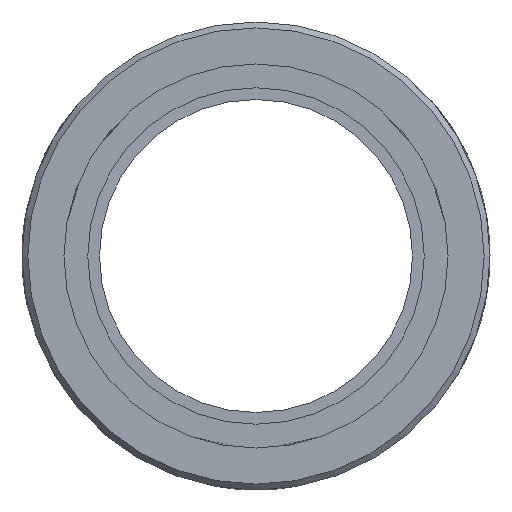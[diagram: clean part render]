
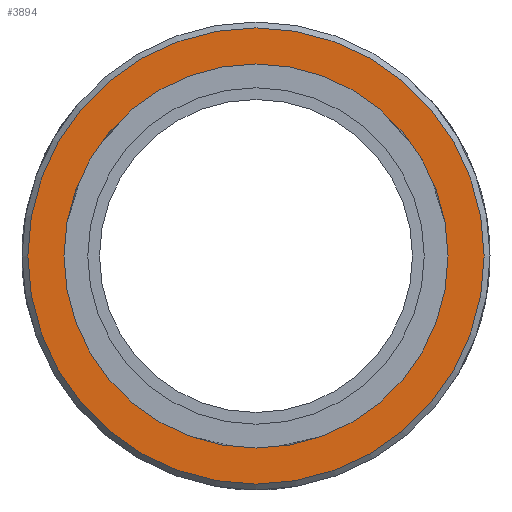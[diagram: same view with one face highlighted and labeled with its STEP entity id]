
A CAD part, left-side view. The second image highlights one B-rep face of the part: STEP entity #3894.
In plain terms, the highlighted planar face has unit normal (-1, 0, 0).
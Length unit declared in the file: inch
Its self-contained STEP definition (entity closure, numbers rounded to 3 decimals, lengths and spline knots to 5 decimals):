
#625=PLANE('',#4153);
#1018=FACE_BOUND('',#1360,.T.);
#1101=FACE_OUTER_BOUND('',#1359,.T.);
#1359=EDGE_LOOP('',(#2763));
#1360=EDGE_LOOP('',(#2764));
#1686=CIRCLE('',#4152,0.78);
#1687=CIRCLE('',#4154,0.6565);
#1802=VERTEX_POINT('',#5558);
#1803=VERTEX_POINT('',#5561);
#2197=EDGE_CURVE('',#1802,#1802,#1686,.T.);
#2198=EDGE_CURVE('',#1803,#1803,#1687,.T.);
#2763=ORIENTED_EDGE('',*,*,#2197,.F.);
#2764=ORIENTED_EDGE('',*,*,#2198,.T.);
#3894=ADVANCED_FACE('',(#1101,#1018),#625,.T.);
#4152=AXIS2_PLACEMENT_3D('',#5559,#4478,#4479);
#4153=AXIS2_PLACEMENT_3D('',#5560,#4480,#4481);
#4154=AXIS2_PLACEMENT_3D('',#5562,#4482,#4483);
#4478=DIRECTION('center_axis',(1.,0.,0.));
#4479=DIRECTION('ref_axis',(0.,-1.,0.));
#4480=DIRECTION('center_axis',(-1.,0.,0.));
#4481=DIRECTION('ref_axis',(0.,0.,1.));
#4482=DIRECTION('center_axis',(1.,0.,0.));
#4483=DIRECTION('ref_axis',(0.,1.,0.));
#5558=CARTESIAN_POINT('',(0.,0.78,0.));
#5559=CARTESIAN_POINT('Origin',(0.,0.,
0.));
#5560=CARTESIAN_POINT('Origin',(0.,0.72825,0.));
#5561=CARTESIAN_POINT('',(0.,0.6565,0.));
#5562=CARTESIAN_POINT('Origin',(0.,0.,
0.));
